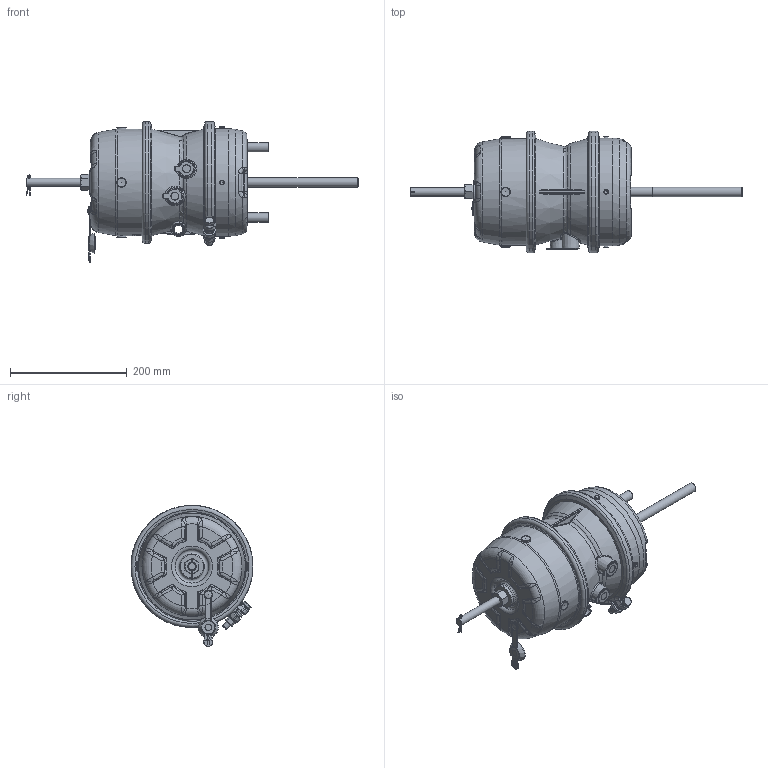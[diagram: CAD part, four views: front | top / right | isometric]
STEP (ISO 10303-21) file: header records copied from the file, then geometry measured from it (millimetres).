
FILE_DESCRIPTION( ( 'STEP AP214' ), '1' );
FILE_NAME( ' ', ' ', ( ' ' ), ( ' ' ), 'PSStep 11.0', 'VISI 17.0', ' ' );
FILE_SCHEMA( ( 'AUTOMOTIVE_DESIGN { 1 0 10303 214 1 1 1 1 }' ) );
Length unit declared in the file: millimetre
Products named in the file (1): 1
Bounding box: 569.65 x 209.3 x 242.13 mm (x, y, z)
Volume: 6953793.4 mm3; surface area: 269852.1 mm2
Topology: 1 solids, 1 shells, 1149 faces, 2943 edges, 1800 vertices
Faces by surface type: plane 341, bspline 283, cylinder 235, extrusion 108, torus 81, cone 76, sphere 23, revolution 2
Full cylindrical faces by diameter (mm): 8 x4, 9.756 x3, 10 x2, 13.5 x2, 14 x2, 14.3 x1, 14.5 x1, 16 x7, 22.5 x1, 32.5 x1, 40 x1, 183 x1, 185 x1, 209 x1
Entity records: 66775 total; most frequent: CARTESIAN_POINT 34046, ORIENTED_EDGE 5474, DIRECTION 3594, EDGE_CURVE 2737, VERTEX_POINT 1736, B_SPLINE_CURVE_WITH_KNOTS 1423, AXIS2_PLACEMENT_3D 1324, EDGE_LOOP 1297
